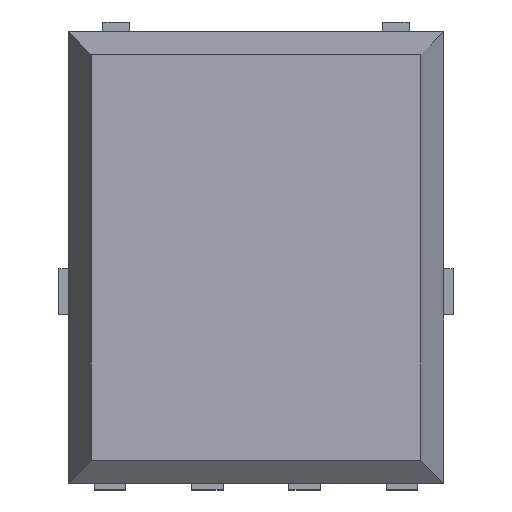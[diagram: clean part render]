
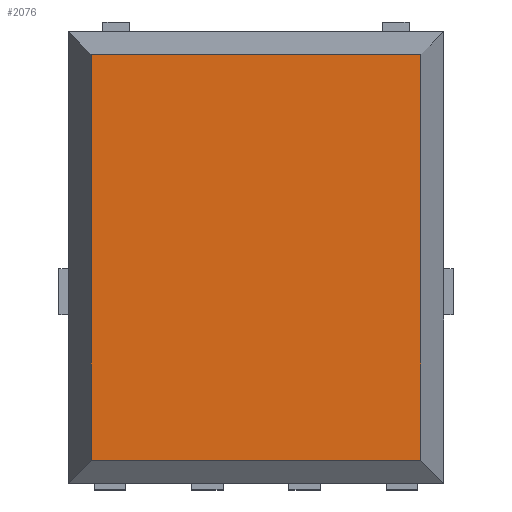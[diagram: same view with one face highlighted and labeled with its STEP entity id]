
A CAD part, top view. The second image highlights one B-rep face of the part: STEP entity #2076.
In plain terms, the highlighted planar face has unit normal (0, 0, -1).
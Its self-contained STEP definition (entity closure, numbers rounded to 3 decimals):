
#1960 = EDGE_CURVE('',#1961,#1963,#1965,.T.);
#1961 = VERTEX_POINT('',#1962);
#1962 = CARTESIAN_POINT('',(0.3,0.3,1.));
#1963 = VERTEX_POINT('',#1964);
#1964 = CARTESIAN_POINT('',(0.3,5.6,1.));
#1965 = LINE('',#1966,#1967);
#1966 = CARTESIAN_POINT('',(0.3,0.3,1.));
#1967 = VECTOR('',#1968,1.);
#1968 = DIRECTION('',(0.,1.,0.));
#1998 = EDGE_CURVE('',#1961,#1999,#2001,.T.);
#1999 = VERTEX_POINT('',#2000);
#2000 = CARTESIAN_POINT('',(4.6,0.3,1.));
#2001 = LINE('',#2002,#2003);
#2002 = CARTESIAN_POINT('',(0.3,0.3,1.));
#2003 = VECTOR('',#2004,1.);
#2004 = DIRECTION('',(1.,0.,0.));
#2028 = EDGE_CURVE('',#1999,#2029,#2031,.T.);
#2029 = VERTEX_POINT('',#2030);
#2030 = CARTESIAN_POINT('',(4.6,5.6,1.));
#2031 = LINE('',#2032,#2033);
#2032 = CARTESIAN_POINT('',(4.6,0.3,1.));
#2033 = VECTOR('',#2034,1.);
#2034 = DIRECTION('',(0.,1.,0.));
#2065 = EDGE_CURVE('',#1963,#2029,#2066,.T.);
#2066 = LINE('',#2067,#2068);
#2067 = CARTESIAN_POINT('',(0.3,5.6,1.));
#2068 = VECTOR('',#2069,1.);
#2069 = DIRECTION('',(1.,0.,0.));
#2076 = ADVANCED_FACE('',(#2077),#2083,.F.);
#2077 = FACE_BOUND('',#2078,.F.);
#2078 = EDGE_LOOP('',(#2079,#2080,#2081,#2082));
#2079 = ORIENTED_EDGE('',*,*,#1960,.F.);
#2080 = ORIENTED_EDGE('',*,*,#1998,.T.);
#2081 = ORIENTED_EDGE('',*,*,#2028,.T.);
#2082 = ORIENTED_EDGE('',*,*,#2065,.F.);
#2083 = PLANE('',#2084);
#2084 = AXIS2_PLACEMENT_3D('',#2085,#2086,#2087);
#2085 = CARTESIAN_POINT('',(0.3,0.3,1.));
#2086 = DIRECTION('',(0.,0.,1.));
#2087 = DIRECTION('',(1.,0.,0.));
